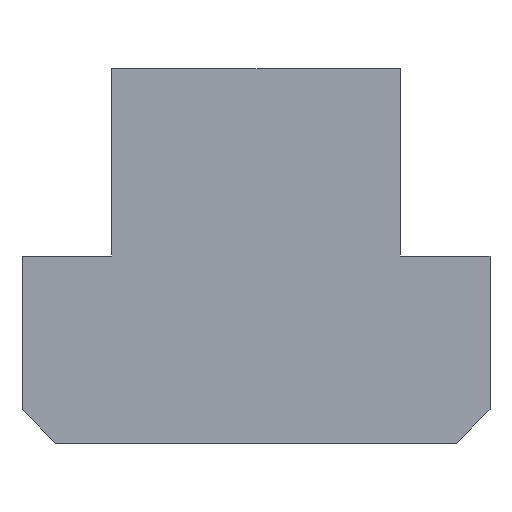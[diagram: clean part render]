
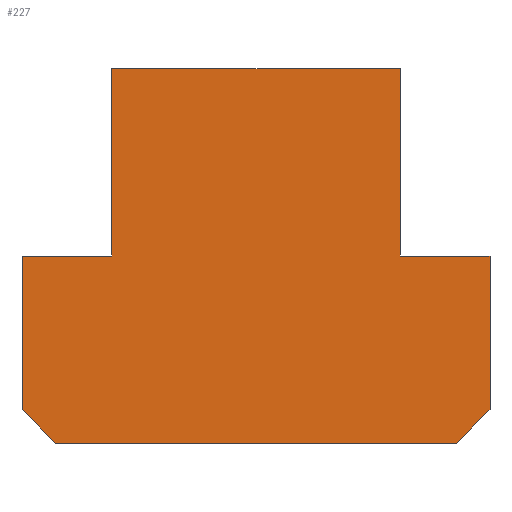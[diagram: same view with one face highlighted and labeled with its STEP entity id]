
A CAD part, front view. The second image highlights one B-rep face of the part: STEP entity #227.
In plain terms, the highlighted planar face has unit normal (0, -1, 0).
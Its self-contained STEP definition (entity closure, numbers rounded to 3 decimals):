
#109=EDGE_CURVE('',#139,#229,#292,.T.);
#113=EDGE_CURVE('',#205,#131,#296,.T.);
#127=EDGE_CURVE('',#153,#139,#313,.T.);
#131=VERTEX_POINT('',#319);
#139=VERTEX_POINT('',#328);
#143=EDGE_CURVE('',#131,#153,#332,.T.);
#153=VERTEX_POINT('',#342);
#155=EDGE_CURVE('',#173,#205,#344,.T.);
#167=EDGE_CURVE('',#193,#173,#357,.T.);
#173=VERTEX_POINT('',#364);
#183=EDGE_CURVE('',#213,#193,#375,.T.);
#193=VERTEX_POINT('',#385);
#205=VERTEX_POINT('',#398);
#207=EDGE_CURVE('',#271,#213,#400,.T.);
#213=VERTEX_POINT('',#406);
#227=ADVANCED_FACE('',(#421),#422,.T.);
#229=VERTEX_POINT('',#424);
#233=EDGE_CURVE('',#229,#253,#429,.T.);
#239=EDGE_CURVE('',#253,#271,#435,.T.);
#253=VERTEX_POINT('',#449);
#271=VERTEX_POINT('',#471);
#292=LINE('',#483,#484);
#296=LINE('',#488,#489);
#313=LINE('',#512,#513);
#319=CARTESIAN_POINT('',(10.8,-17.5,14.0));
#328=CARTESIAN_POINT('',(17.5,-17.5,0.0));
#332=LINE('',#535,#536);
#342=CARTESIAN_POINT('',(10.8,-17.5,0.0));
#344=LINE('',#555,#556);
#357=LINE('',#574,#575);
#364=CARTESIAN_POINT('',(-10.8,-17.5,0.0));
#375=LINE('',#600,#601);
#385=CARTESIAN_POINT('',(-17.5,-17.5,0.0));
#398=CARTESIAN_POINT('',(-10.8,-17.5,14.0));
#400=LINE('',#638,#639);
#406=CARTESIAN_POINT('',(-17.5,-17.5,-11.5));
#421=FACE_OUTER_BOUND('',#669,.T.);
#422=PLANE('',#670);
#424=CARTESIAN_POINT('',(17.5,-17.5,-11.5));
#429=LINE('',#678,#679);
#435=LINE('',#686,#687);
#449=CARTESIAN_POINT('',(15.,-17.5,-14.0));
#471=CARTESIAN_POINT('',(-15.,-17.5,-14.0));
#483=CARTESIAN_POINT('',(17.5,-17.5,-11.5));
#484=VECTOR('',#744,1.0);
#488=CARTESIAN_POINT('',(10.8,-17.5,14.0));
#489=VECTOR('',#746,1.0);
#512=CARTESIAN_POINT('',(17.5,-17.5,0.0));
#513=VECTOR('',#776,1.0);
#535=CARTESIAN_POINT('',(10.8,-17.5,0.0));
#536=VECTOR('',#796,1.0);
#555=CARTESIAN_POINT('',(-10.8,-17.5,14.0));
#556=VECTOR('',#800,1.0);
#574=CARTESIAN_POINT('',(-10.8,-17.5,0.0));
#575=VECTOR('',#811,1.0);
#600=CARTESIAN_POINT('',(-17.5,-17.5,0.0));
#601=VECTOR('',#831,1.0);
#638=CARTESIAN_POINT('',(-17.5,-17.5,-11.5));
#639=VECTOR('',#853,1.0);
#669=EDGE_LOOP('',(#870,#871,#872,#873,#874,#875,#876,#877,#878,#879));
#670=AXIS2_PLACEMENT_3D('',#880,#881,#882);
#678=CARTESIAN_POINT('',(15.,-17.5,-14.0));
#679=VECTOR('',#897,1.0);
#686=CARTESIAN_POINT('',(-15.,-17.5,-14.0));
#687=VECTOR('',#898,1.0);
#744=DIRECTION('',(0.0,0.,-1.0));
#746=DIRECTION('',(1.0,0.0,0.0));
#776=DIRECTION('',(1.0,0.0,0.0));
#796=DIRECTION('',(0.0,0.,-1.0));
#800=DIRECTION('',(0.0,0.,1.0));
#811=DIRECTION('',(1.0,0.0,0.0));
#831=DIRECTION('',(0.0,0.,1.0));
#853=DIRECTION('',(-0.707,0.,0.707));
#870=ORIENTED_EDGE('',*,*,#233,.F.);
#871=ORIENTED_EDGE('',*,*,#109,.F.);
#872=ORIENTED_EDGE('',*,*,#127,.F.);
#873=ORIENTED_EDGE('',*,*,#143,.F.);
#874=ORIENTED_EDGE('',*,*,#113,.F.);
#875=ORIENTED_EDGE('',*,*,#155,.F.);
#876=ORIENTED_EDGE('',*,*,#167,.F.);
#877=ORIENTED_EDGE('',*,*,#183,.F.);
#878=ORIENTED_EDGE('',*,*,#207,.F.);
#879=ORIENTED_EDGE('',*,*,#239,.F.);
#880=CARTESIAN_POINT('',(0.,-17.5,-1.17));
#881=DIRECTION('',(0.0,-1.0,0.));
#882=DIRECTION('',(1.0,0.0,0.0));
#897=DIRECTION('',(-0.707,0.,-0.707));
#898=DIRECTION('',(-1.0,0.0,0.0));
